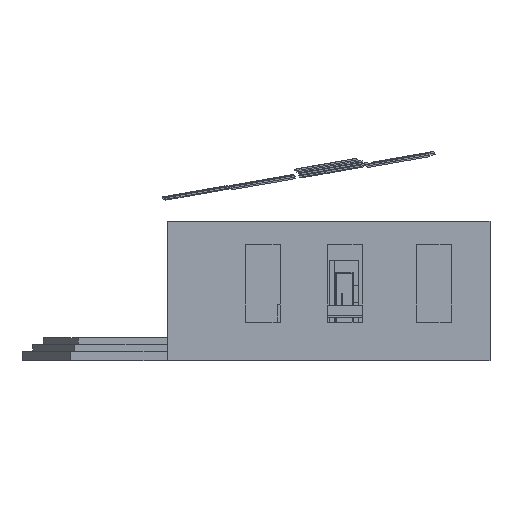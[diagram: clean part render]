
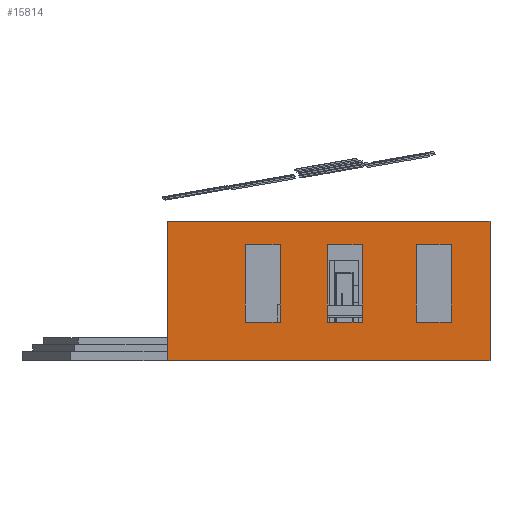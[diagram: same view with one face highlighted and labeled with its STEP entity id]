
A CAD part, left-side view. The second image highlights one B-rep face of the part: STEP entity #15814.
In plain terms, the highlighted planar face has unit normal (-1, 0, 0).
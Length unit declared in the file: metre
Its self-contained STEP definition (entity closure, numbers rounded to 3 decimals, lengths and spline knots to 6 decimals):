
#2343=ORIENTED_EDGE('',*,*,#5932,.T.);
#2344=ORIENTED_EDGE('',*,*,#5802,.F.);
#2345=ORIENTED_EDGE('',*,*,#5933,.F.);
#2346=ORIENTED_EDGE('',*,*,#5934,.T.);
#2347=ORIENTED_EDGE('',*,*,#5935,.F.);
#2348=ORIENTED_EDGE('',*,*,#5936,.T.);
#2349=ORIENTED_EDGE('',*,*,#5937,.T.);
#2350=ORIENTED_EDGE('',*,*,#5938,.F.);
#2351=ORIENTED_EDGE('',*,*,#5939,.T.);
#2352=ORIENTED_EDGE('',*,*,#5940,.T.);
#2353=ORIENTED_EDGE('',*,*,#5941,.F.);
#2354=ORIENTED_EDGE('',*,*,#5942,.T.);
#2355=ORIENTED_EDGE('',*,*,#5943,.F.);
#2356=ORIENTED_EDGE('',*,*,#5944,.T.);
#2357=ORIENTED_EDGE('',*,*,#5945,.F.);
#2358=ORIENTED_EDGE('',*,*,#5946,.F.);
#5802=EDGE_CURVE('',#7723,#7724,#9470,.T.);
#5932=EDGE_CURVE('',#7839,#7724,#9594,.T.);
#5933=EDGE_CURVE('',#7840,#7723,#9595,.T.);
#5934=EDGE_CURVE('',#7840,#7839,#9596,.T.);
#5935=EDGE_CURVE('',#7841,#7842,#9597,.T.);
#5936=EDGE_CURVE('',#7841,#7843,#9598,.T.);
#5937=EDGE_CURVE('',#7843,#7844,#9599,.T.);
#5938=EDGE_CURVE('',#7842,#7844,#9600,.T.);
#5939=EDGE_CURVE('',#7845,#7846,#9601,.T.);
#5940=EDGE_CURVE('',#7846,#7847,#9602,.T.);
#5941=EDGE_CURVE('',#7848,#7847,#9603,.T.);
#5942=EDGE_CURVE('',#7848,#7845,#9604,.T.);
#5943=EDGE_CURVE('',#7849,#7850,#9605,.T.);
#5944=EDGE_CURVE('',#7849,#7851,#9606,.T.);
#5945=EDGE_CURVE('',#7852,#7851,#9607,.T.);
#5946=EDGE_CURVE('',#7850,#7852,#9608,.T.);
#7723=VERTEX_POINT('',#23700);
#7724=VERTEX_POINT('',#23702);
#7839=VERTEX_POINT('',#23965);
#7840=VERTEX_POINT('',#23967);
#7841=VERTEX_POINT('',#23970);
#7842=VERTEX_POINT('',#23971);
#7843=VERTEX_POINT('',#23973);
#7844=VERTEX_POINT('',#23975);
#7845=VERTEX_POINT('',#23978);
#7846=VERTEX_POINT('',#23979);
#7847=VERTEX_POINT('',#23981);
#7848=VERTEX_POINT('',#23983);
#7849=VERTEX_POINT('',#23986);
#7850=VERTEX_POINT('',#23987);
#7851=VERTEX_POINT('',#23989);
#7852=VERTEX_POINT('',#23991);
#9470=LINE('',#23701,#11615);
#9594=LINE('',#23964,#11739);
#9595=LINE('',#23966,#11740);
#9596=LINE('',#23968,#11741);
#9597=LINE('',#23969,#11742);
#9598=LINE('',#23972,#11743);
#9599=LINE('',#23974,#11744);
#9600=LINE('',#23976,#11745);
#9601=LINE('',#23977,#11746);
#9602=LINE('',#23980,#11747);
#9603=LINE('',#23982,#11748);
#9604=LINE('',#23984,#11749);
#9605=LINE('',#23985,#11750);
#9606=LINE('',#23988,#11751);
#9607=LINE('',#23990,#11752);
#9608=LINE('',#23992,#11753);
#11615=VECTOR('',#19273,1.);
#11739=VECTOR('',#19445,1.);
#11740=VECTOR('',#19446,1.);
#11741=VECTOR('',#19447,1.);
#11742=VECTOR('',#19448,1.);
#11743=VECTOR('',#19449,1.);
#11744=VECTOR('',#19450,1.);
#11745=VECTOR('',#19451,1.);
#11746=VECTOR('',#19452,1.);
#11747=VECTOR('',#19453,1.);
#11748=VECTOR('',#19454,1.);
#11749=VECTOR('',#19455,1.);
#11750=VECTOR('',#19456,1.);
#11751=VECTOR('',#19457,1.);
#11752=VECTOR('',#19458,1.);
#11753=VECTOR('',#19459,1.);
#13142=EDGE_LOOP('',(#2343,#2344,#2345,#2346));
#13143=EDGE_LOOP('',(#2347,#2348,#2349,#2350));
#13144=EDGE_LOOP('',(#2351,#2352,#2353,#2354));
#13145=EDGE_LOOP('',(#2355,#2356,#2357,#2358));
#14137=FACE_BOUND('',#13142,.T.);
#14138=FACE_BOUND('',#13143,.T.);
#14139=FACE_BOUND('',#13144,.T.);
#14140=FACE_BOUND('',#13145,.T.);
#15018=PLANE('',#16903);
#15814=ADVANCED_FACE('',(#14137,#14138,#14139,#14140),#15018,.T.);
#16903=AXIS2_PLACEMENT_3D('',#23963,#19443,#19444);
#19273=DIRECTION('',(0.,-1.,0.));
#19443=DIRECTION('',(-1.,0.,0.));
#19444=DIRECTION('',(0.,0.,1.));
#19445=DIRECTION('',(0.,0.,1.));
#19446=DIRECTION('',(0.,0.,1.));
#19447=DIRECTION('',(0.,-1.,0.));
#19448=DIRECTION('',(0.,0.,-1.));
#19449=DIRECTION('',(0.,-1.,0.));
#19450=DIRECTION('',(0.,0.,-1.));
#19451=DIRECTION('',(0.,-1.,0.));
#19452=DIRECTION('',(0.,1.,0.));
#19453=DIRECTION('',(0.,0.,1.));
#19454=DIRECTION('',(0.,1.,0.));
#19455=DIRECTION('',(0.,0.,-1.));
#19456=DIRECTION('',(0.,0.,-1.));
#19457=DIRECTION('',(0.,-1.,0.));
#19458=DIRECTION('',(0.,0.,1.));
#19459=DIRECTION('',(0.,-1.,0.));
#23700=CARTESIAN_POINT('',(-11.557,2.667,3.048));
#23701=CARTESIAN_POINT('',(-11.557,0.1778,3.048));
#23702=CARTESIAN_POINT('',(-11.557,-5.8039,3.048));
#23963=CARTESIAN_POINT('',(-11.557,0.1778,-0.60325));
#23964=CARTESIAN_POINT('',(-11.557,-5.8039,-0.60325));
#23965=CARTESIAN_POINT('',(-11.557,-5.8039,-0.60325));
#23966=CARTESIAN_POINT('',(-11.557,2.667,-0.60325));
#23967=CARTESIAN_POINT('',(-11.557,2.667,-0.60325));
#23968=CARTESIAN_POINT('',(-11.557,0.1778,-0.60325));
#23969=CARTESIAN_POINT('',(-11.557,0.61595,1.524));
#23970=CARTESIAN_POINT('',(-11.557,0.61595,2.4384));
#23971=CARTESIAN_POINT('',(-11.557,0.61595,0.4064));
#23972=CARTESIAN_POINT('',(-11.557,0.15875,2.4384));
#23973=CARTESIAN_POINT('',(-11.557,-0.29845,2.4384));
#23974=CARTESIAN_POINT('',(-11.557,-0.29845,1.524));
#23975=CARTESIAN_POINT('',(-11.557,-0.29845,0.4064));
#23976=CARTESIAN_POINT('',(-11.557,0.15875,0.4064));
#23977=CARTESIAN_POINT('',(-11.557,-4.3307,0.4064));
#23978=CARTESIAN_POINT('',(-11.557,-4.7879,0.4064));
#23979=CARTESIAN_POINT('',(-11.557,-3.8735,0.4064));
#23980=CARTESIAN_POINT('',(-11.557,-3.8735,1.4224));
#23981=CARTESIAN_POINT('',(-11.557,-3.8735,2.4384));
#23982=CARTESIAN_POINT('',(-11.557,-4.3307,2.4384));
#23983=CARTESIAN_POINT('',(-11.557,-4.7879,2.4384));
#23984=CARTESIAN_POINT('',(-11.557,-4.7879,1.4224));
#23985=CARTESIAN_POINT('',(-11.557,-1.5367,1.4224));
#23986=CARTESIAN_POINT('',(-11.557,-1.5367,2.4384));
#23987=CARTESIAN_POINT('',(-11.557,-1.5367,0.4064));
#23988=CARTESIAN_POINT('',(-11.557,-1.9939,2.4384));
#23989=CARTESIAN_POINT('',(-11.557,-2.4511,2.4384));
#23990=CARTESIAN_POINT('',(-11.557,-2.4511,1.4224));
#23991=CARTESIAN_POINT('',(-11.557,-2.4511,0.4064));
#23992=CARTESIAN_POINT('',(-11.557,-1.9939,0.4064));
